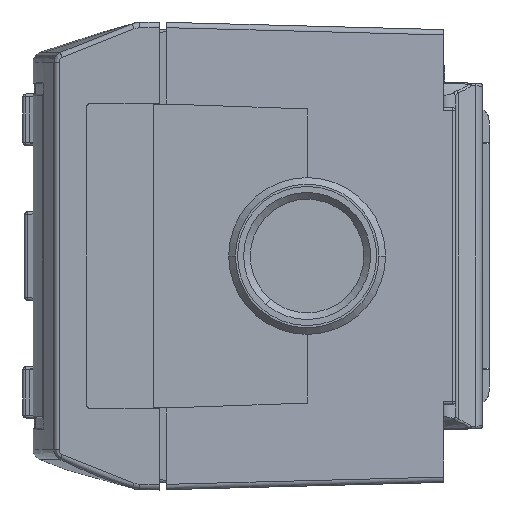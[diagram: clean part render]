
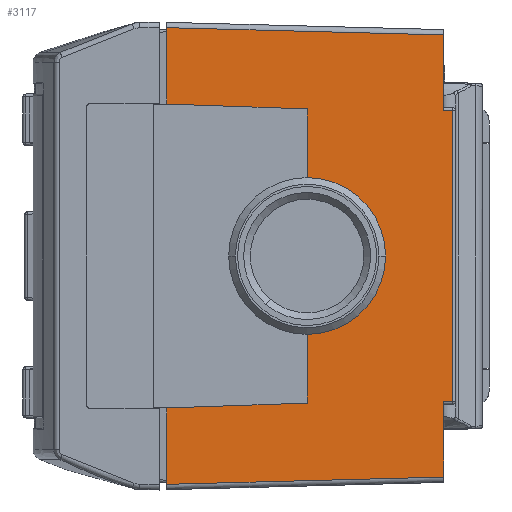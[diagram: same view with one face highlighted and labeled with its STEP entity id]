
A CAD part, left-side view. The second image highlights one B-rep face of the part: STEP entity #3117.
In plain terms, the highlighted planar face has unit normal (-1, -0.009, 0).
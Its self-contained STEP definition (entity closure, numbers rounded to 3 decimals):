
#3117=ADVANCED_FACE('',(#6305),#6306,.F.);
#6305=FACE_OUTER_BOUND('',#17097,.T.);
#6306=PLANE('',#17098);
#17097=EDGE_LOOP('',(#25604,#25605,#25606,#25607,#25608,#25609,#25610,#25611,#25612,#25613,#25614,#25615,#25616,#25617,#25618));
#17098=AXIS2_PLACEMENT_3D('',#25619,#25620,#25621);
#25604=ORIENTED_EDGE('',*,*,#29363,.F.);
#25605=ORIENTED_EDGE('',*,*,#29361,.F.);
#25606=ORIENTED_EDGE('',*,*,#29440,.F.);
#25607=ORIENTED_EDGE('',*,*,#29686,.T.);
#25608=ORIENTED_EDGE('',*,*,#29369,.F.);
#25609=ORIENTED_EDGE('',*,*,#29687,.F.);
#25610=ORIENTED_EDGE('',*,*,#29358,.F.);
#25611=ORIENTED_EDGE('',*,*,#29355,.F.);
#25612=ORIENTED_EDGE('',*,*,#28717,.F.);
#25613=ORIENTED_EDGE('',*,*,#28660,.F.);
#25614=ORIENTED_EDGE('',*,*,#29353,.F.);
#25615=ORIENTED_EDGE('',*,*,#29350,.F.);
#25616=ORIENTED_EDGE('',*,*,#29688,.F.);
#25617=ORIENTED_EDGE('',*,*,#29345,.F.);
#25618=ORIENTED_EDGE('',*,*,#29424,.F.);
#25619=CARTESIAN_POINT('',(-25.474,22.7,-20.969));
#25620=DIRECTION('',(1.,0.009,0.));
#25621=DIRECTION('',(0.0,0.,-1.0));
#28660=EDGE_CURVE('',#33535,#33529,#33537,.T.);
#28717=EDGE_CURVE('',#33529,#33623,#33624,.T.);
#29345=EDGE_CURVE('',#34548,#34550,#34551,.T.);
#29350=EDGE_CURVE('',#34556,#34558,#34559,.T.);
#29353=EDGE_CURVE('',#34558,#33535,#34562,.T.);
#29355=EDGE_CURVE('',#33623,#34564,#34565,.T.);
#29358=EDGE_CURVE('',#34564,#34568,#34569,.T.);
#29361=EDGE_CURVE('',#34324,#34276,#34572,.T.);
#29363=EDGE_CURVE('',#34276,#34574,#34575,.T.);
#29369=EDGE_CURVE('',#34583,#34578,#34585,.T.);
#29424=EDGE_CURVE('',#34574,#34548,#34666,.T.);
#29440=EDGE_CURVE('',#34685,#34324,#34687,.T.);
#29686=EDGE_CURVE('',#34685,#34578,#35014,.T.);
#29687=EDGE_CURVE('',#34568,#34583,#35015,.T.);
#29688=EDGE_CURVE('',#34550,#34556,#35016,.T.);
#33529=VERTEX_POINT('',#44477);
#33535=VERTEX_POINT('',#44485);
#33537=ELLIPSE('',#44488,5.25,5.25);
#33623=VERTEX_POINT('',#44597);
#33624=ELLIPSE('',#44598,5.25,5.25);
#34276=VERTEX_POINT('',#45938);
#34324=VERTEX_POINT('',#46030);
#34548=VERTEX_POINT('',#46778);
#34550=VERTEX_POINT('',#46780);
#34551=LINE('',#46781,#46782);
#34556=VERTEX_POINT('',#46788);
#34558=VERTEX_POINT('',#46791);
#34559=LINE('',#46792,#46793);
#34562=LINE('',#46797,#46798);
#34564=VERTEX_POINT('',#46800);
#34565=LINE('',#46801,#46802);
#34568=VERTEX_POINT('',#46806);
#34569=LINE('',#46807,#46808);
#34572=LINE('',#46812,#46813);
#34574=VERTEX_POINT('',#46815);
#34575=LINE('',#46816,#46817);
#34578=VERTEX_POINT('',#46820);
#34583=VERTEX_POINT('',#46826);
#34585=LINE('',#46828,#46829);
#34666=LINE('',#47057,#47058);
#34685=VERTEX_POINT('',#47085);
#34687=LINE('',#47087,#47088);
#35014=LINE('',#47983,#47984);
#35015=LINE('',#47985,#47986);
#35016=LINE('',#47987,#47988);
#44477=CARTESIAN_POINT('',(-25.336,6.953,0.));
#44485=CARTESIAN_POINT('',(-25.382,12.203,-5.25));
#44488=AXIS2_PLACEMENT_3D('',#50877,#50878,#50879);
#44597=CARTESIAN_POINT('',(-25.382,12.203,5.25));
#44598=AXIS2_PLACEMENT_3D('',#50960,#50961,#50962);
#45938=CARTESIAN_POINT('',(-25.287,1.299,-10.888));
#46030=CARTESIAN_POINT('',(-25.287,1.299,10.888));
#46778=CARTESIAN_POINT('',(-25.293,2.0,-16.532));
#46780=CARTESIAN_POINT('',(-25.474,22.7,-17.074));
#46781=CARTESIAN_POINT('',(-25.293,2.,-16.532));
#46782=VECTOR('',#51606,20.708);
#46788=CARTESIAN_POINT('',(-25.474,22.7,-11.365));
#46791=CARTESIAN_POINT('',(-25.382,12.203,-10.999));
#46792=CARTESIAN_POINT('',(-25.474,22.7,-11.365));
#46793=VECTOR('',#51612,10.504);
#46797=CARTESIAN_POINT('',(-25.382,12.203,-10.999));
#46798=VECTOR('',#51614,5.749);
#46800=CARTESIAN_POINT('',(-25.382,12.203,10.999));
#46801=CARTESIAN_POINT('',(-25.382,12.203,5.25));
#46802=VECTOR('',#51615,5.749);
#46806=CARTESIAN_POINT('',(-25.474,22.7,11.365));
#46807=CARTESIAN_POINT('',(-25.382,12.203,10.999));
#46808=VECTOR('',#51617,10.504);
#46812=CARTESIAN_POINT('',(-25.287,1.299,10.888));
#46813=VECTOR('',#51619,21.776);
#46815=CARTESIAN_POINT('',(-25.293,2.0,-10.9));
#46816=CARTESIAN_POINT('',(-25.287,1.299,-10.888));
#46817=VECTOR('',#51620,0.702);
#46820=CARTESIAN_POINT('',(-25.293,2.0,16.532));
#46826=CARTESIAN_POINT('',(-25.474,22.7,17.074));
#46828=CARTESIAN_POINT('',(-25.474,22.7,17.074));
#46829=VECTOR('',#51631,20.708);
#47057=CARTESIAN_POINT('',(-25.293,2.0,-10.9));
#47058=VECTOR('',#51683,5.632);
#47085=CARTESIAN_POINT('',(-25.293,2.0,10.9));
#47087=CARTESIAN_POINT('',(-25.293,2.0,10.9));
#47088=VECTOR('',#51698,0.702);
#47983=CARTESIAN_POINT('',(-25.293,2.0,10.9));
#47984=VECTOR('',#51845,5.632);
#47985=CARTESIAN_POINT('',(-25.474,22.7,11.365));
#47986=VECTOR('',#51846,5.709);
#47987=CARTESIAN_POINT('',(-25.474,22.7,-17.074));
#47988=VECTOR('',#51847,5.709);
#50877=CARTESIAN_POINT('',(-25.382,12.203,0.));
#50878=DIRECTION('',(-1.,-0.009,0.));
#50879=DIRECTION('',(0.009,-1.,0.001));
#50960=CARTESIAN_POINT('',(-25.382,12.203,0.));
#50961=DIRECTION('',(-1.,-0.009,0.));
#50962=DIRECTION('',(0.009,-1.,-0.002));
#51606=DIRECTION('',(-0.009,1.,-0.026));
#51612=DIRECTION('',(0.009,-0.999,0.035));
#51614=DIRECTION('',(0.0,0.0,1.0));
#51615=DIRECTION('',(0.0,0.0,1.0));
#51617=DIRECTION('',(-0.009,0.999,0.035));
#51619=DIRECTION('',(0.0,0.0,-1.0));
#51620=DIRECTION('',(-0.009,1.,-0.017));
#51631=DIRECTION('',(0.009,-1.,-0.026));
#51683=DIRECTION('',(0.0,0.0,-1.0));
#51698=DIRECTION('',(0.009,-1.,-0.017));
#51845=DIRECTION('',(0.0,0.0,1.0));
#51846=DIRECTION('',(0.0,0.0,1.0));
#51847=DIRECTION('',(0.0,0.0,1.0));
